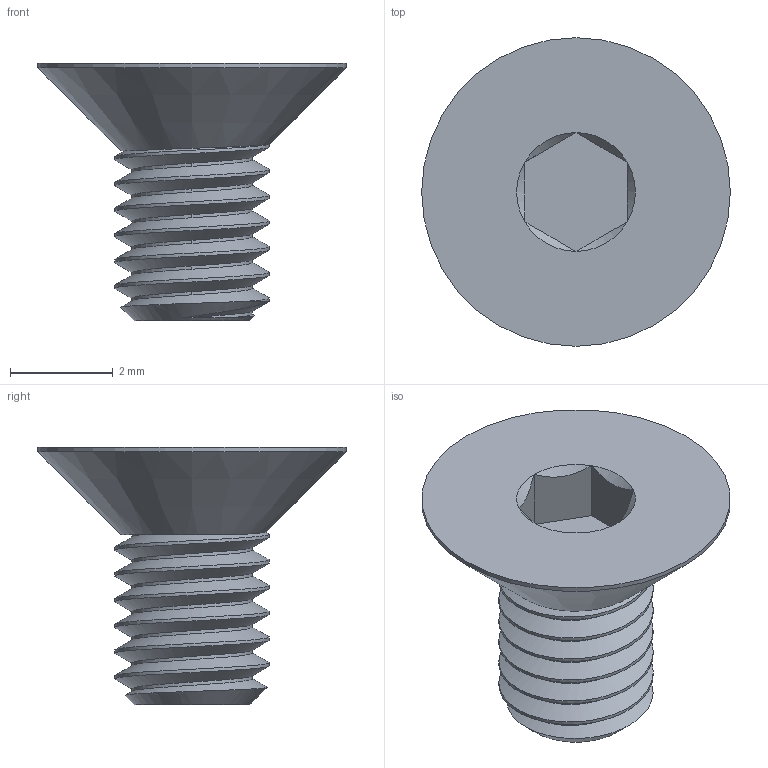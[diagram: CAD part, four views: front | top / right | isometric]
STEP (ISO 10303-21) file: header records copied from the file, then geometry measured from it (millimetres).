
FILE_DESCRIPTION(/* description */ ('STEP AP203'),/* implementation_level */ '2;1');
FILE_NAME(/* name */ 'screws_5mm_m3x0.5_ext.stp',/* time_stamp */ '2022-12-09T16:40:01+01:00',/* author */ ('Rik Ubaghs'),/* organization */ ('Managed by Terraform'),/* preprocessor_version */ 'ST-DEVELOPER v18.1',/* originating_system */ 'Autodesk Inventor 2021',/* authorisation */ '');
FILE_SCHEMA (('AUTOMOTIVE_DESIGN { 1 0 10303 214 3 1 1 }'));
Length unit declared in the file: millimetre
Products named in the file (1): screws_5mm_m3x0.5_ext
Bounding box: 6 x 6 x 5 mm (x, y, z)
Volume: 42.2 mm3; surface area: 121.5 mm2
Topology: 1 solids, 1 shells, 36 faces, 89 edges, 56 vertices
Faces by surface type: cylinder 16, plane 10, cone 8, bspline 2
Full cylindrical faces by diameter (mm): 2.35 x6, 3 x5, 6 x1
Entity records: 2893 total; most frequent: CARTESIAN_POINT 2095, ORIENTED_EDGE 178, DIRECTION 136, EDGE_CURVE 89, VERTEX_POINT 56, AXIS2_PLACEMENT_3D 54, EDGE_LOOP 37, FACE_OUTER_BOUND 36
